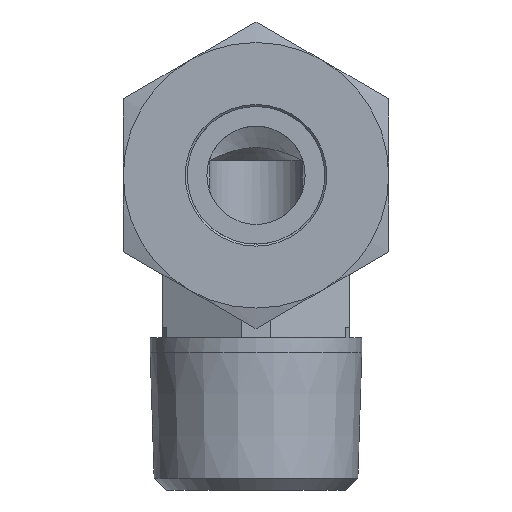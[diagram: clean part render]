
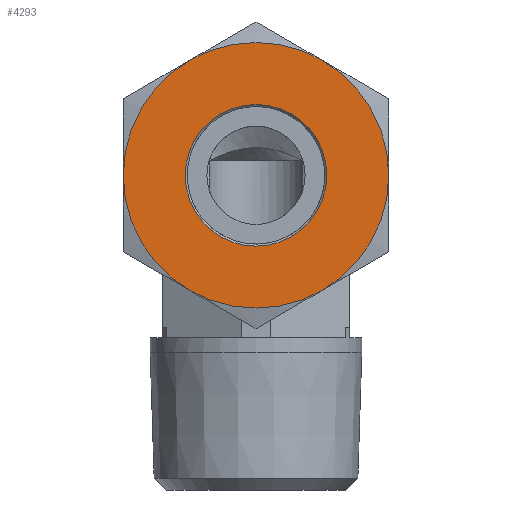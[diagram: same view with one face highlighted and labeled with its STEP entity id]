
A CAD part, front view. The second image highlights one B-rep face of the part: STEP entity #4293.
In plain terms, the highlighted face is planar.
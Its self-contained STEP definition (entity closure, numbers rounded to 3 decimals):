
#4197=CARTESIAN_POINT('',(7.2,0.,20.5));
#4198=VERTEX_POINT('',#4197);
#4199=CARTESIAN_POINT('',(0.0,0.0,20.5));
#4200=DIRECTION('',(0.0,0.0,1.0));
#4201=DIRECTION('',(-1.0,0.0,0.0));
#4202=AXIS2_PLACEMENT_3D('',#4199,#4200,#4201);
#4203=CIRCLE('',#4202,7.2);
#4204=EDGE_CURVE('',#4198,#4198,#4203,.T.);
#4229=CARTESIAN_POINT('',(0.,0.0,20.5));
#4230=DIRECTION('',(0.0,0.0,1.0));
#4231=DIRECTION('',(1.0,0.0,0.0));
#4232=AXIS2_PLACEMENT_3D('',#4229,#4230,#4231);
#4233=PLANE('',#4232);
#4234=CARTESIAN_POINT('',(-6.75,-11.691,20.5));
#4235=VERTEX_POINT('',#4234);
#4236=CARTESIAN_POINT('',(6.75,-11.691,20.5));
#4237=VERTEX_POINT('',#4236);
#4238=CARTESIAN_POINT('',(0.0,0.0,20.5));
#4239=DIRECTION('',(0.0,0.0,1.0));
#4240=DIRECTION('',(-0.5,-0.866,0.0));
#4241=AXIS2_PLACEMENT_3D('',#4238,#4239,#4240);
#4242=CIRCLE('',#4241,13.5);
#4243=EDGE_CURVE('',#4235,#4237,#4242,.T.);
#4244=ORIENTED_EDGE('',*,*,#4243,.T.);
#4245=CARTESIAN_POINT('',(13.5,0.,20.5));
#4246=VERTEX_POINT('',#4245);
#4247=CARTESIAN_POINT('',(0.0,0.0,20.5));
#4248=DIRECTION('',(0.0,0.0,1.0));
#4249=DIRECTION('',(-0.5,-0.866,0.0));
#4250=AXIS2_PLACEMENT_3D('',#4247,#4248,#4249);
#4251=CIRCLE('',#4250,13.5);
#4252=EDGE_CURVE('',#4237,#4246,#4251,.T.);
#4253=ORIENTED_EDGE('',*,*,#4252,.T.);
#4254=CARTESIAN_POINT('',(6.75,11.691,20.5));
#4255=VERTEX_POINT('',#4254);
#4256=CARTESIAN_POINT('',(0.0,0.0,20.5));
#4257=DIRECTION('',(0.0,0.0,1.0));
#4258=DIRECTION('',(-0.5,-0.866,0.0));
#4259=AXIS2_PLACEMENT_3D('',#4256,#4257,#4258);
#4260=CIRCLE('',#4259,13.5);
#4261=EDGE_CURVE('',#4246,#4255,#4260,.T.);
#4262=ORIENTED_EDGE('',*,*,#4261,.T.);
#4263=CARTESIAN_POINT('',(-6.75,11.691,20.5));
#4264=VERTEX_POINT('',#4263);
#4265=CARTESIAN_POINT('',(0.0,0.0,20.5));
#4266=DIRECTION('',(0.0,0.0,1.0));
#4267=DIRECTION('',(-0.5,-0.866,0.0));
#4268=AXIS2_PLACEMENT_3D('',#4265,#4266,#4267);
#4269=CIRCLE('',#4268,13.5);
#4270=EDGE_CURVE('',#4255,#4264,#4269,.T.);
#4271=ORIENTED_EDGE('',*,*,#4270,.T.);
#4272=CARTESIAN_POINT('',(-13.5,0.0,20.5));
#4273=VERTEX_POINT('',#4272);
#4274=CARTESIAN_POINT('',(0.0,0.0,20.5));
#4275=DIRECTION('',(0.0,0.0,1.0));
#4276=DIRECTION('',(-0.5,-0.866,0.0));
#4277=AXIS2_PLACEMENT_3D('',#4274,#4275,#4276);
#4278=CIRCLE('',#4277,13.5);
#4279=EDGE_CURVE('',#4264,#4273,#4278,.T.);
#4280=ORIENTED_EDGE('',*,*,#4279,.T.);
#4281=CARTESIAN_POINT('',(0.0,0.0,20.5));
#4282=DIRECTION('',(0.0,0.0,1.0));
#4283=DIRECTION('',(-0.5,-0.866,0.0));
#4284=AXIS2_PLACEMENT_3D('',#4281,#4282,#4283);
#4285=CIRCLE('',#4284,13.5);
#4286=EDGE_CURVE('',#4273,#4235,#4285,.T.);
#4287=ORIENTED_EDGE('',*,*,#4286,.T.);
#4288=EDGE_LOOP('',(#4244,#4253,#4262,#4271,#4280,#4287));
#4289=FACE_OUTER_BOUND('',#4288,.T.);
#4290=ORIENTED_EDGE('',*,*,#4204,.F.);
#4291=EDGE_LOOP('',(#4290));
#4292=FACE_BOUND('',#4291,.T.);
#4293=ADVANCED_FACE('',(#4289,#4292),#4233,.T.);
